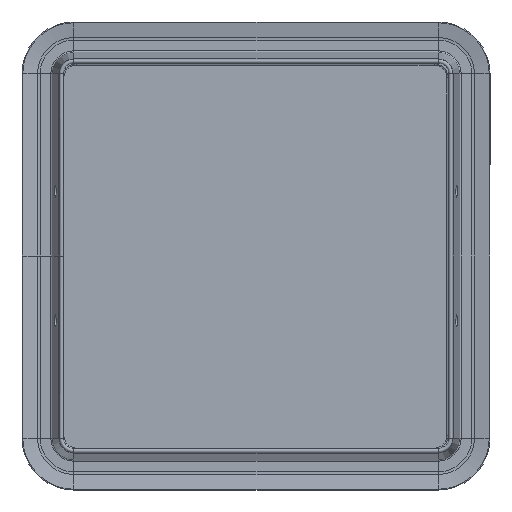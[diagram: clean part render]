
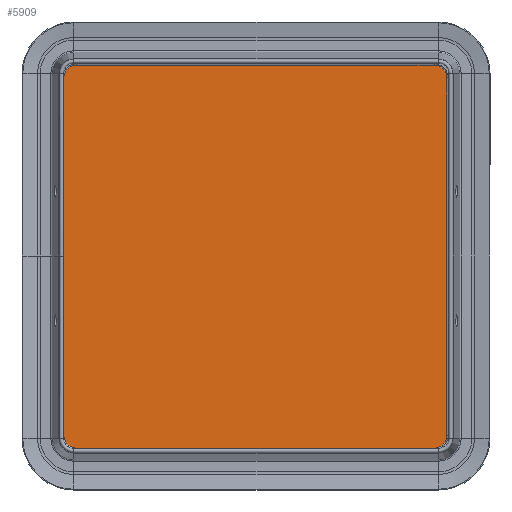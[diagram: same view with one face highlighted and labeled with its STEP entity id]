
A CAD part, front view. The second image highlights one B-rep face of the part: STEP entity #5909.
In plain terms, the highlighted planar face has unit normal (0, -1, 0).
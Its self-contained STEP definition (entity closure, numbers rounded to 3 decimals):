
#28 = DIRECTION ( 'NONE',  ( 0., -1., 0. ) ) ;
#52 = DIRECTION ( 'NONE',  ( 0., 0., -1. ) ) ;
#100 = VERTEX_POINT ( 'NONE', #3888 ) ;
#128 = ORIENTED_EDGE ( 'NONE', *, *, #1830, .T. ) ;
#260 = DIRECTION ( 'NONE',  ( 1., 0., 0. ) ) ;
#371 = EDGE_CURVE ( 'NONE', #3175, #532, #6805, .T. ) ;
#532 = VERTEX_POINT ( 'NONE', #3041 ) ;
#567 = CARTESIAN_POINT ( 'NONE',  ( 118.708, -2., -127.308 ) ) ;
#1076 = CARTESIAN_POINT ( 'NONE',  ( -118.708, -2., -127.308 ) ) ;
#1529 = CARTESIAN_POINT ( 'NONE',  ( -127.308, -2., 0. ) ) ;
#1612 = CARTESIAN_POINT ( 'NONE',  ( -127.308, -2., 118.708 ) ) ;
#1830 = EDGE_CURVE ( 'NONE', #100, #6055, #8070, .T. ) ;
#2029 = DIRECTION ( 'NONE',  ( 0., 0., 1. ) ) ;
#2134 = PLANE ( 'NONE',  #4541 ) ;
#2224 = ORIENTED_EDGE ( 'NONE', *, *, #5739, .T. ) ;
#2589 = CARTESIAN_POINT ( 'NONE',  ( -127.308, -2., -118.708 ) ) ;
#2762 = VERTEX_POINT ( 'NONE', #2779 ) ;
#2779 = CARTESIAN_POINT ( 'NONE',  ( 118.708, -2., 127.308 ) ) ;
#2799 = AXIS2_PLACEMENT_3D ( 'NONE', #4959, #3751, #5664 ) ;
#2936 = CARTESIAN_POINT ( 'NONE',  ( -127.308, -2., 118.708 ) ) ;
#3041 = CARTESIAN_POINT ( 'NONE',  ( -127.308, -2., 0. ) ) ;
#3086 = EDGE_CURVE ( 'NONE', #6055, #2762, #6344, .T. ) ;
#3175 = VERTEX_POINT ( 'NONE', #2936 ) ;
#3211 = ORIENTED_EDGE ( 'NONE', *, *, #371, .T. ) ;
#3417 = CARTESIAN_POINT ( 'NONE',  ( -119.308, -2., 0. ) ) ;
#3572 = CIRCLE ( 'NONE', #8109, 8.6 ) ;
#3601 = VERTEX_POINT ( 'NONE', #5420 ) ;
#3751 = DIRECTION ( 'NONE',  ( 0., -1., 0. ) ) ;
#3752 = CARTESIAN_POINT ( 'NONE',  ( -118.708, -2., 127.308 ) ) ;
#3873 = ORIENTED_EDGE ( 'NONE', *, *, #6823, .T. ) ;
#3888 = CARTESIAN_POINT ( 'NONE',  ( 127.308, -2., -118.708 ) ) ;
#4071 = DIRECTION ( 'NONE',  ( 0., -1., 0. ) ) ;
#4178 = ORIENTED_EDGE ( 'NONE', *, *, #6703, .T. ) ;
#4214 = FACE_OUTER_BOUND ( 'NONE', #4858, .T. ) ;
#4350 = EDGE_CURVE ( 'NONE', #5484, #100, #6806, .T. ) ;
#4526 = ORIENTED_EDGE ( 'NONE', *, *, #4747, .T. ) ;
#4541 = AXIS2_PLACEMENT_3D ( 'NONE', #3417, #4716, #5997 ) ;
#4680 = LINE ( 'NONE', #7522, #5938 ) ;
#4716 = DIRECTION ( 'NONE',  ( 0., -1., 0. ) ) ;
#4747 = EDGE_CURVE ( 'NONE', #3601, #5484, #7683, .T. ) ;
#4858 = EDGE_LOOP ( 'NONE', ( #5653, #4178, #3873, #3211, #2224, #5363, #4526, #5863, #128 ) ) ;
#4959 = CARTESIAN_POINT ( 'NONE',  ( -118.708, -2., -118.708 ) ) ;
#5144 = VECTOR ( 'NONE', #6741, 1000. ) ;
#5218 = CARTESIAN_POINT ( 'NONE',  ( -118.708, -2., 118.708 ) ) ;
#5363 = ORIENTED_EDGE ( 'NONE', *, *, #8049, .T. ) ;
#5375 = DIRECTION ( 'NONE',  ( 0., 0., 1. ) ) ;
#5420 = CARTESIAN_POINT ( 'NONE',  ( -118.708, -2., -127.308 ) ) ;
#5484 = VERTEX_POINT ( 'NONE', #567 ) ;
#5653 = ORIENTED_EDGE ( 'NONE', *, *, #3086, .T. ) ;
#5664 = DIRECTION ( 'NONE',  ( -1., 0., 0. ) ) ;
#5739 = EDGE_CURVE ( 'NONE', #532, #6816, #8022, .T. ) ;
#5767 = AXIS2_PLACEMENT_3D ( 'NONE', #7617, #28, #52 ) ;
#5854 = DIRECTION ( 'NONE',  ( 0., -1., 0. ) ) ;
#5863 = ORIENTED_EDGE ( 'NONE', *, *, #4350, .T. ) ;
#5909 = ADVANCED_FACE ( 'NONE', ( #4214 ), #2134, .T. ) ;
#5938 = VECTOR ( 'NONE', #6985, 1000. ) ;
#5942 = CARTESIAN_POINT ( 'NONE',  ( 127.308, -2., -118.708 ) ) ;
#5997 = DIRECTION ( 'NONE',  ( 1., 0., 0. ) ) ;
#6055 = VERTEX_POINT ( 'NONE', #8088 ) ;
#6072 = DIRECTION ( 'NONE',  ( 1., 0., 0. ) ) ;
#6344 = CIRCLE ( 'NONE', #7277, 8.6 ) ;
#6541 = VECTOR ( 'NONE', #7864, 1000. ) ;
#6588 = VECTOR ( 'NONE', #5375, 1000. ) ;
#6703 = EDGE_CURVE ( 'NONE', #2762, #6762, #4680, .T. ) ;
#6705 = VECTOR ( 'NONE', #6072, 1000. ) ;
#6741 = DIRECTION ( 'NONE',  ( 0., 0., -1. ) ) ;
#6762 = VERTEX_POINT ( 'NONE', #3752 ) ;
#6805 = LINE ( 'NONE', #1612, #5144 ) ;
#6806 = CIRCLE ( 'NONE', #5767, 8.6 ) ;
#6816 = VERTEX_POINT ( 'NONE', #2589 ) ;
#6823 = EDGE_CURVE ( 'NONE', #6762, #3175, #3572, .T. ) ;
#6896 = CIRCLE ( 'NONE', #2799, 8.6 ) ;
#6985 = DIRECTION ( 'NONE',  ( -1., 0., 0. ) ) ;
#7277 = AXIS2_PLACEMENT_3D ( 'NONE', #7817, #4071, #260 ) ;
#7522 = CARTESIAN_POINT ( 'NONE',  ( 118.708, -2., 127.308 ) ) ;
#7617 = CARTESIAN_POINT ( 'NONE',  ( 118.708, -2., -118.708 ) ) ;
#7683 = LINE ( 'NONE', #1076, #6705 ) ;
#7817 = CARTESIAN_POINT ( 'NONE',  ( 118.708, -2., 118.708 ) ) ;
#7864 = DIRECTION ( 'NONE',  ( 0., 0., -1. ) ) ;
#8022 = LINE ( 'NONE', #1529, #6541 ) ;
#8049 = EDGE_CURVE ( 'NONE', #6816, #3601, #6896, .T. ) ;
#8070 = LINE ( 'NONE', #5942, #6588 ) ;
#8088 = CARTESIAN_POINT ( 'NONE',  ( 127.308, -2., 118.708 ) ) ;
#8109 = AXIS2_PLACEMENT_3D ( 'NONE', #5218, #5854, #2029 ) ;
